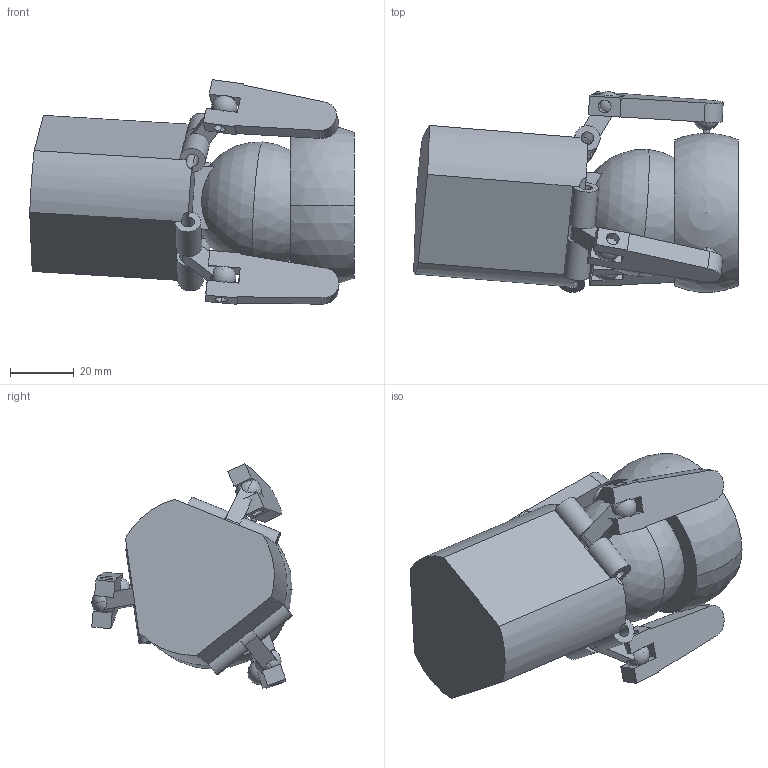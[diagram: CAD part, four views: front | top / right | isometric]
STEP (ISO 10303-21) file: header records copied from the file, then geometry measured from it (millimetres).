
FILE_DESCRIPTION (( 'STEP AP214' ), '1' );
FILE_NAME ('Ensamblaje1.STEP', '2019-04-01T06:21:19', ( 'MariaConsuegra' ), ( '' ), 'SwSTEP 2.0', 'SolidWorks 2015', '' );
FILE_SCHEMA (( 'AUTOMOTIVE_DESIGN' ));
Length unit declared in the file: millimetre
Products named in the file (6): Pieza2; Pieza5; Pieza1; Pieza4; Ensamblaje1; Pieza3
Assembly tree (9 placements, depth 2):
  Ensamblaje1
    Pieza3
    Pieza1
    Pieza2
    Pieza5  x3
    Pieza4  x3
Bounding box: 101.98 x 63 x 70.55 mm (x, y, z)
Volume: 160656.3 mm3; surface area: 32670.6 mm2
Topology: 9 solids, 9 shells, 165 faces, 486 edges, 312 vertices
Faces by surface type: plane 81, cylinder 54, sphere 30
Entity records: 3363 total; most frequent: CARTESIAN_POINT 595, DIRECTION 585, ORIENTED_EDGE 496, EDGE_CURVE 248, AXIS2_PLACEMENT_3D 232, VERTEX_POINT 158, VECTOR 121, LINE 121
